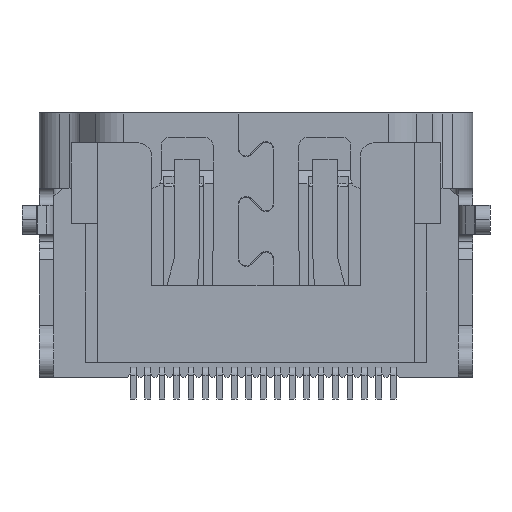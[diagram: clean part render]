
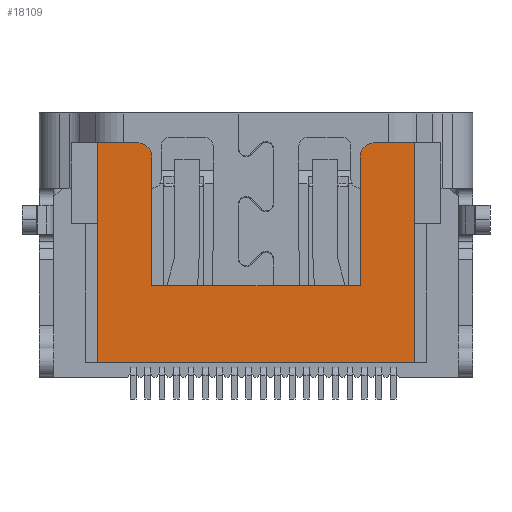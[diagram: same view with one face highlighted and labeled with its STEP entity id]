
A CAD part, front view. The second image highlights one B-rep face of the part: STEP entity #18109.
In plain terms, the highlighted planar face has unit normal (0, -1, 0).
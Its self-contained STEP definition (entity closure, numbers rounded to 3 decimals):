
#638 = VECTOR ( 'NONE', #35038, 1000. ) ;
#898 = CARTESIAN_POINT ( 'NONE',  ( -3.6, 0.2, -1.031 ) ) ;
#1377 = VERTEX_POINT ( 'NONE', #33363 ) ;
#1379 = DIRECTION ( 'NONE',  ( -1., 0., 0. ) ) ;
#1861 = CARTESIAN_POINT ( 'NONE',  ( -3.6, 0.2, 3.419 ) ) ;
#2030 = EDGE_CURVE ( 'NONE', #7571, #1377, #33473, .T. ) ;
#2297 = DIRECTION ( 'NONE',  ( 1., 0., 0. ) ) ;
#2577 = CARTESIAN_POINT ( 'NONE',  ( 3.6, 0.2, -1.031 ) ) ;
#3325 = AXIS2_PLACEMENT_3D ( 'NONE', #20332, #26318, #6145 ) ;
#5063 = CARTESIAN_POINT ( 'NONE',  ( -4.1, 0.2, 3.919 ) ) ;
#5230 = CARTESIAN_POINT ( 'NONE',  ( 3.6, 0.2, -1.031 ) ) ;
#5368 = ORIENTED_EDGE ( 'NONE', *, *, #5549, .F. ) ;
#5432 = CARTESIAN_POINT ( 'NONE',  ( -4.1, 0.2, 3.419 ) ) ;
#5549 = EDGE_CURVE ( 'NONE', #36211, #9834, #15838, .T. ) ;
#5552 = DIRECTION ( 'NONE',  ( 0., 0., 1. ) ) ;
#5610 = PLANE ( 'NONE',  #3325 ) ;
#6145 = DIRECTION ( 'NONE',  ( 0., 0., 1. ) ) ;
#6629 = VECTOR ( 'NONE', #13506, 1000. ) ;
#7571 = VERTEX_POINT ( 'NONE', #9331 ) ;
#7822 = VERTEX_POINT ( 'NONE', #37104 ) ;
#8130 = LINE ( 'NONE', #5230, #16828 ) ;
#8310 = CARTESIAN_POINT ( 'NONE',  ( -5.5, 0.2, -3.681 ) ) ;
#9315 = AXIS2_PLACEMENT_3D ( 'NONE', #5432, #14269, #28921 ) ;
#9331 = CARTESIAN_POINT ( 'NONE',  ( 5.5, 0.2, -3.681 ) ) ;
#9834 = VERTEX_POINT ( 'NONE', #2577 ) ;
#10233 = VECTOR ( 'NONE', #1379, 1000. ) ;
#10877 = ORIENTED_EDGE ( 'NONE', *, *, #26630, .F. ) ;
#12690 = VECTOR ( 'NONE', #27048, 1000. ) ;
#13257 = CARTESIAN_POINT ( 'NONE',  ( -5.5, 0.2, 3.919 ) ) ;
#13261 = ORIENTED_EDGE ( 'NONE', *, *, #20304, .T. ) ;
#13506 = DIRECTION ( 'NONE',  ( 0., 0., 1. ) ) ;
#14269 = DIRECTION ( 'NONE',  ( 0., 1., 0. ) ) ;
#14559 = LINE ( 'NONE', #26983, #27316 ) ;
#15300 = ORIENTED_EDGE ( 'NONE', *, *, #37361, .F. ) ;
#15361 = FACE_OUTER_BOUND ( 'NONE', #22942, .T. ) ;
#15838 = LINE ( 'NONE', #28594, #25893 ) ;
#16744 = DIRECTION ( 'NONE',  ( 0., 0., 1. ) ) ;
#16828 = VECTOR ( 'NONE', #16744, 1000. ) ;
#16836 = CARTESIAN_POINT ( 'NONE',  ( 4.1, 0.2, 3.419 ) ) ;
#18103 = DIRECTION ( 'NONE',  ( 1., 0., 0. ) ) ;
#18109 = ADVANCED_FACE ( 'NONE', ( #15361 ), #5610, .F. ) ;
#18526 = VERTEX_POINT ( 'NONE', #5063 ) ;
#20021 = DIRECTION ( 'NONE',  ( 0., 1., 0. ) ) ;
#20288 = VERTEX_POINT ( 'NONE', #13257 ) ;
#20304 = EDGE_CURVE ( 'NONE', #7571, #36003, #26753, .T. ) ;
#20332 = CARTESIAN_POINT ( 'NONE',  ( -4.1, 0.2, 3.419 ) ) ;
#21970 = VERTEX_POINT ( 'NONE', #1861 ) ;
#22087 = CIRCLE ( 'NONE', #34231, 0.5 ) ;
#22878 = CARTESIAN_POINT ( 'NONE',  ( 5.5, 0.2, 3.919 ) ) ;
#22942 = EDGE_LOOP ( 'NONE', ( #29277, #13261, #26084, #24729, #32894, #5368, #10877, #36707, #15300, #34633 ) ) ;
#23565 = DIRECTION ( 'NONE',  ( 1., 0., 0. ) ) ;
#23805 = EDGE_CURVE ( 'NONE', #9834, #7822, #8130, .T. ) ;
#24310 = CARTESIAN_POINT ( 'NONE',  ( 4.1, 0.2, 3.919 ) ) ;
#24729 = ORIENTED_EDGE ( 'NONE', *, *, #31042, .F. ) ;
#24739 = EDGE_CURVE ( 'NONE', #36758, #36003, #28190, .T. ) ;
#25434 = LINE ( 'NONE', #35862, #12690 ) ;
#25893 = VECTOR ( 'NONE', #2297, 1000. ) ;
#26084 = ORIENTED_EDGE ( 'NONE', *, *, #24739, .F. ) ;
#26318 = DIRECTION ( 'NONE',  ( 0., 1., 0. ) ) ;
#26384 = CARTESIAN_POINT ( 'NONE',  ( -5.5, 0.2, 3.919 ) ) ;
#26630 = EDGE_CURVE ( 'NONE', #21970, #36211, #25434, .T. ) ;
#26753 = LINE ( 'NONE', #27897, #6629 ) ;
#26983 = CARTESIAN_POINT ( 'NONE',  ( -6.4, 0.2, 3.919 ) ) ;
#27048 = DIRECTION ( 'NONE',  ( 0., 0., -1. ) ) ;
#27316 = VECTOR ( 'NONE', #23565, 1000. ) ;
#27897 = CARTESIAN_POINT ( 'NONE',  ( 5.5, 0.2, 1.119 ) ) ;
#28190 = LINE ( 'NONE', #24310, #29580 ) ;
#28594 = CARTESIAN_POINT ( 'NONE',  ( -3.6, 0.2, -1.031 ) ) ;
#28921 = DIRECTION ( 'NONE',  ( 0., 0., 1. ) ) ;
#29277 = ORIENTED_EDGE ( 'NONE', *, *, #2030, .F. ) ;
#29580 = VECTOR ( 'NONE', #18103, 1000. ) ;
#29865 = LINE ( 'NONE', #26384, #638 ) ;
#31042 = EDGE_CURVE ( 'NONE', #7822, #36758, #22087, .T. ) ;
#31082 = EDGE_CURVE ( 'NONE', #18526, #21970, #33943, .T. ) ;
#31147 = EDGE_CURVE ( 'NONE', #20288, #1377, #29865, .T. ) ;
#32887 = CARTESIAN_POINT ( 'NONE',  ( 4.1, 0.2, 3.919 ) ) ;
#32894 = ORIENTED_EDGE ( 'NONE', *, *, #23805, .F. ) ;
#33363 = CARTESIAN_POINT ( 'NONE',  ( -5.5, 0.2, -3.681 ) ) ;
#33473 = LINE ( 'NONE', #8310, #10233 ) ;
#33943 = CIRCLE ( 'NONE', #9315, 0.5 ) ;
#34231 = AXIS2_PLACEMENT_3D ( 'NONE', #16836, #20021, #5552 ) ;
#34633 = ORIENTED_EDGE ( 'NONE', *, *, #31147, .T. ) ;
#35038 = DIRECTION ( 'NONE',  ( 0., 0., -1. ) ) ;
#35862 = CARTESIAN_POINT ( 'NONE',  ( -3.6, 0.2, 3.419 ) ) ;
#36003 = VERTEX_POINT ( 'NONE', #22878 ) ;
#36211 = VERTEX_POINT ( 'NONE', #898 ) ;
#36707 = ORIENTED_EDGE ( 'NONE', *, *, #31082, .F. ) ;
#36758 = VERTEX_POINT ( 'NONE', #32887 ) ;
#37104 = CARTESIAN_POINT ( 'NONE',  ( 3.6, 0.2, 3.419 ) ) ;
#37361 = EDGE_CURVE ( 'NONE', #20288, #18526, #14559, .T. ) ;
